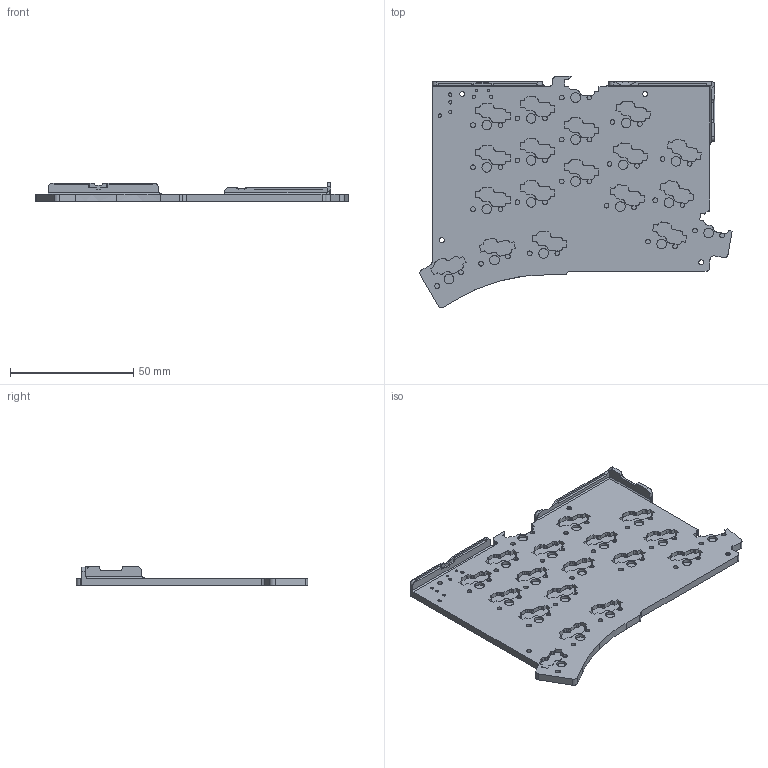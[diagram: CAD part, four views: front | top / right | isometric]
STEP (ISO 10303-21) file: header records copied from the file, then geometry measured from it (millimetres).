
FILE_DESCRIPTION(/* description */ (''),/* implementation_level */ '2;1');
FILE_NAME(/* name */ 'TOTEM_case_ble_bottom_R_magsafe.step',/* time_stamp */ '2025-05-06T14:59:52+02:00',/* author */ (''),/* organization */ (''),/* preprocessor_version */ 'ST-DEVELOPER v20.1',/* originating_system */ 'Autodesk Translation Framework v14.4.0.0',/* authorisation */ '');
FILE_SCHEMA (('AUTOMOTIVE_DESIGN { 1 0 10303 214 3 1 1 }'));
Length unit declared in the file: millimetre
Products named in the file (1): TOTEM case_v08_7mm_keeb_usb
Bounding box: 126.63 x 93.88 x 7.7 mm (x, y, z)
Volume: 24246.7 mm3; surface area: 22364 mm2
Topology: 1 solids, 1 shells, 951 faces, 2617 edges, 1737 vertices
Faces by surface type: plane 484, bspline 350, cylinder 107, cone 10
Full cylindrical faces by diameter (mm): 1 x2, 1.3 x2, 1.9 x19, 2 x4, 3.9 x19, 4.3 x4, 9 x4, 44.9 x1, 55.2 x1
Entity records: 36643 total; most frequent: CARTESIAN_POINT 14397, ORIENTED_EDGE 5234, DIRECTION 3483, EDGE_CURVE 2617, VERTEX_POINT 1737, LINE 1697, VECTOR 1697, EDGE_LOOP 1028
